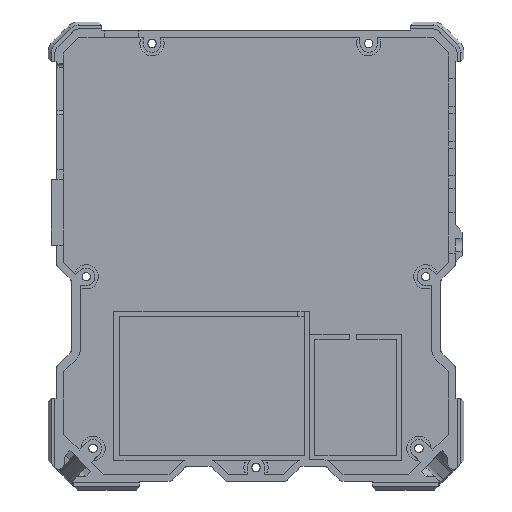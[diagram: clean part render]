
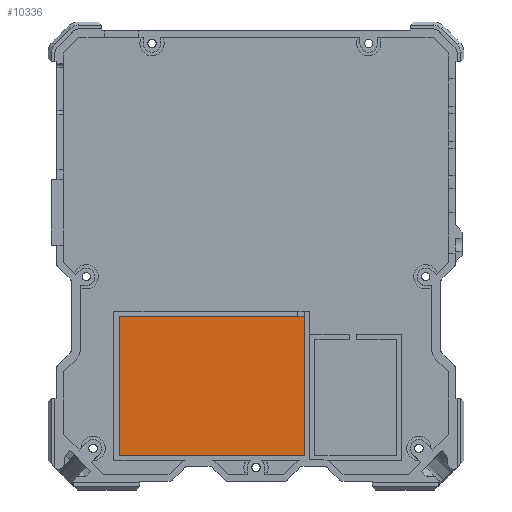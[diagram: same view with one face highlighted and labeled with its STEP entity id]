
A CAD part, top view. The second image highlights one B-rep face of the part: STEP entity #10336.
In plain terms, the highlighted planar face has unit normal (0, 0, 1).
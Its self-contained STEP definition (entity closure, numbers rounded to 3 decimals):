
#5637 = VERTEX_POINT('',#5638);
#5638 = CARTESIAN_POINT('',(14.,-57.5,-12.1));
#5644 = EDGE_CURVE('',#5637,#5645,#5647,.T.);
#5645 = VERTEX_POINT('',#5646);
#5646 = CARTESIAN_POINT('',(14.,-17.5,-12.1));
#5647 = LINE('',#5648,#5649);
#5648 = CARTESIAN_POINT('',(14.,-9.734,-12.1));
#5649 = VECTOR('',#5650,1.);
#5650 = DIRECTION('',(0.,1.,0.));
#5719 = EDGE_CURVE('',#5720,#5637,#5722,.T.);
#5720 = VERTEX_POINT('',#5721);
#5721 = CARTESIAN_POINT('',(0.,-57.5,-12.1));
#5722 = LINE('',#5723,#5724);
#5723 = CARTESIAN_POINT('',(7.,-57.5,-12.1));
#5724 = VECTOR('',#5725,1.);
#5725 = DIRECTION('',(1.,0.,0.));
#5730 = VERTEX_POINT('',#5731);
#5731 = CARTESIAN_POINT('',(-39.5,-57.5,-12.1));
#5737 = EDGE_CURVE('',#5730,#5720,#5738,.T.);
#5738 = LINE('',#5739,#5740);
#5739 = CARTESIAN_POINT('',(7.,-57.5,-12.1));
#5740 = VECTOR('',#5741,1.);
#5741 = DIRECTION('',(1.,0.,0.));
#5801 = EDGE_CURVE('',#5802,#5730,#5804,.T.);
#5802 = VERTEX_POINT('',#5803);
#5803 = CARTESIAN_POINT('',(-39.5,-17.5,-12.1));
#5804 = LINE('',#5805,#5806);
#5805 = CARTESIAN_POINT('',(-39.5,-30.484,-12.1));
#5806 = VECTOR('',#5807,1.);
#5807 = DIRECTION('',(0.,-1.,0.));
#5879 = EDGE_CURVE('',#5645,#5802,#5880,.T.);
#5880 = LINE('',#5881,#5882);
#5881 = CARTESIAN_POINT('',(6.,-17.5,-12.1));
#5882 = VECTOR('',#5883,1.);
#5883 = DIRECTION('',(-1.,0.,0.));
#10336 = ADVANCED_FACE('',(#10337),#10344,.T.);
#10337 = FACE_BOUND('',#10338,.T.);
#10338 = EDGE_LOOP('',(#10339,#10340,#10341,#10342,#10343));
#10339 = ORIENTED_EDGE('',*,*,#5801,.T.);
#10340 = ORIENTED_EDGE('',*,*,#5737,.T.);
#10341 = ORIENTED_EDGE('',*,*,#5719,.T.);
#10342 = ORIENTED_EDGE('',*,*,#5644,.T.);
#10343 = ORIENTED_EDGE('',*,*,#5879,.T.);
#10344 = PLANE('',#10345);
#10345 = AXIS2_PLACEMENT_3D('',#10346,#10347,#10348);
#10346 = CARTESIAN_POINT('',(0.,-3.468,-12.1));
#10347 = DIRECTION('',(0.,0.,1.));
#10348 = DIRECTION('',(1.,0.,0.));
